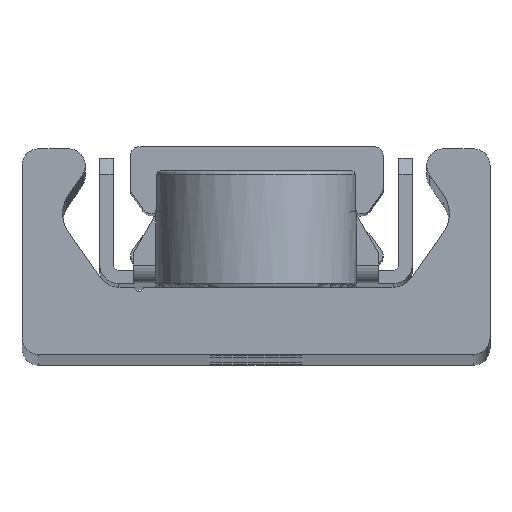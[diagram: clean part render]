
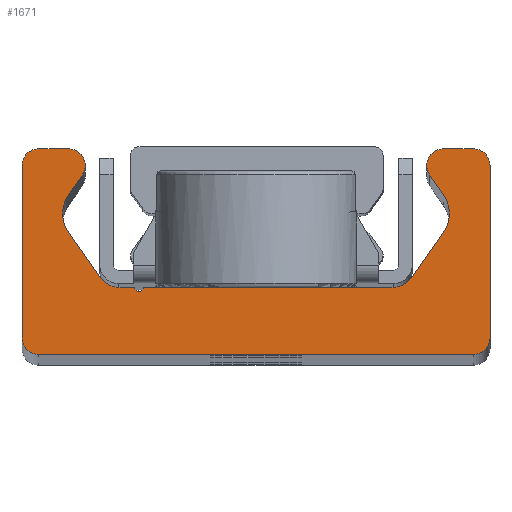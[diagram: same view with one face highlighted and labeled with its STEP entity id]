
A CAD part, top view. The second image highlights one B-rep face of the part: STEP entity #1671.
In plain terms, the highlighted planar face has unit normal (0, 0, 1).
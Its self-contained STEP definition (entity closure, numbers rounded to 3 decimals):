
#801=CARTESIAN_POINT('',(-13.0,0.0,370.0));
#802=VERTEX_POINT('',#801);
#803=CARTESIAN_POINT('',(-14.,1.0,370.0));
#804=VERTEX_POINT('',#803);
#805=CARTESIAN_POINT('',(-13.0,1.0,370.0));
#806=DIRECTION('',(0.0,0.0,-1.0));
#807=DIRECTION('',(-1.0,0.0,0.0));
#808=AXIS2_PLACEMENT_3D('',#805,#806,#807);
#809=CIRCLE('',#808,1.0);
#810=EDGE_CURVE('',#802,#804,#809,.T.);
#843=CARTESIAN_POINT('',(-14.,11.3,370.0));
#844=VERTEX_POINT('',#843);
#845=CARTESIAN_POINT('',(-14.,1.0,370.0));
#846=DIRECTION('',(0.0,1.0,0.0));
#847=VECTOR('',#846,10.3);
#848=LINE('',#845,#847);
#849=EDGE_CURVE('',#804,#844,#848,.T.);
#874=CARTESIAN_POINT('',(-13.0,12.3,370.0));
#875=VERTEX_POINT('',#874);
#876=CARTESIAN_POINT('',(-13.0,11.3,370.0));
#877=DIRECTION('',(0.0,0.0,-1.0));
#878=DIRECTION('',(0.0,1.0,0.0));
#879=AXIS2_PLACEMENT_3D('',#876,#877,#878);
#880=CIRCLE('',#879,1.0);
#881=EDGE_CURVE('',#844,#875,#880,.T.);
#907=CARTESIAN_POINT('',(-11.214,12.3,370.0));
#908=VERTEX_POINT('',#907);
#909=CARTESIAN_POINT('',(-13.0,12.3,370.0));
#910=DIRECTION('',(1.0,0.0,0.0));
#911=VECTOR('',#910,1.786);
#912=LINE('',#909,#911);
#913=EDGE_CURVE('',#875,#908,#912,.T.);
#938=CARTESIAN_POINT('',(-10.395,10.726,370.0));
#939=VERTEX_POINT('',#938);
#940=CARTESIAN_POINT('',(-11.214,11.3,370.0));
#941=DIRECTION('',(0.0,0.0,-1.0));
#942=DIRECTION('',(0.819,-0.574,0.0));
#943=AXIS2_PLACEMENT_3D('',#940,#941,#942);
#944=CIRCLE('',#943,1.0);
#945=EDGE_CURVE('',#908,#939,#944,.T.);
#971=CARTESIAN_POINT('',(-11.206,9.567,370.0));
#972=VERTEX_POINT('',#971);
#973=CARTESIAN_POINT('',(-10.395,10.726,370.0));
#974=DIRECTION('',(-0.574,-0.819,0.0));
#975=VECTOR('',#974,1.415);
#976=LINE('',#973,#975);
#977=EDGE_CURVE('',#939,#972,#976,.T.);
#1002=CARTESIAN_POINT('',(-11.206,7.273,370.0));
#1003=VERTEX_POINT('',#1002);
#1004=CARTESIAN_POINT('',(-9.568,8.42,370.0));
#1005=DIRECTION('',(0.0,0.0,1.0));
#1006=DIRECTION('',(0.819,-0.574,0.0));
#1007=AXIS2_PLACEMENT_3D('',#1004,#1005,#1006);
#1008=CIRCLE('',#1007,2.0);
#1009=EDGE_CURVE('',#972,#1003,#1008,.T.);
#1035=CARTESIAN_POINT('',(-9.363,4.64,370.0));
#1036=VERTEX_POINT('',#1035);
#1037=CARTESIAN_POINT('',(-11.206,7.273,370.0));
#1038=DIRECTION('',(0.574,-0.819,0.0));
#1039=VECTOR('',#1038,3.215);
#1040=LINE('',#1037,#1039);
#1041=EDGE_CURVE('',#1003,#1036,#1040,.T.);
#1066=CARTESIAN_POINT('',(-8.134,4.0,370.0));
#1067=VERTEX_POINT('',#1066);
#1068=CARTESIAN_POINT('',(-8.134,5.5,370.0));
#1069=DIRECTION('',(0.0,0.0,1.0));
#1070=DIRECTION('',(0.819,0.574,0.0));
#1071=AXIS2_PLACEMENT_3D('',#1068,#1069,#1070);
#1072=CIRCLE('',#1071,1.5);
#1073=EDGE_CURVE('',#1036,#1067,#1072,.T.);
#1099=CARTESIAN_POINT('',(-7.335,4.,370.0));
#1100=VERTEX_POINT('',#1099);
#1101=CARTESIAN_POINT('',(-8.134,4.0,370.0));
#1102=DIRECTION('',(1.0,0.0,0.0));
#1103=VECTOR('',#1102,0.798);
#1104=LINE('',#1101,#1103);
#1105=EDGE_CURVE('',#1067,#1100,#1104,.T.);
#1130=CARTESIAN_POINT('',(-7.24,3.929,370.0));
#1131=VERTEX_POINT('',#1130);
#1132=CARTESIAN_POINT('',(-7.335,3.9,370.0));
#1133=DIRECTION('',(0.0,0.0,-1.));
#1134=DIRECTION('',(0.958,0.286,0.0));
#1135=AXIS2_PLACEMENT_3D('',#1132,#1133,#1134);
#1136=CIRCLE('',#1135,0.1);
#1137=EDGE_CURVE('',#1100,#1131,#1136,.T.);
#1163=CARTESIAN_POINT('',(-6.76,3.929,370.0));
#1164=VERTEX_POINT('',#1163);
#1165=CARTESIAN_POINT('',(-7.,4.0,370.0));
#1166=DIRECTION('',(0.0,0.0,1.));
#1167=DIRECTION('',(0.958,0.286,0.0));
#1168=AXIS2_PLACEMENT_3D('',#1165,#1166,#1167);
#1169=CIRCLE('',#1168,0.25);
#1170=EDGE_CURVE('',#1131,#1164,#1169,.T.);
#1196=CARTESIAN_POINT('',(-6.665,4.,370.0));
#1197=VERTEX_POINT('',#1196);
#1198=CARTESIAN_POINT('',(-6.665,3.9,370.0));
#1199=DIRECTION('',(0.0,0.0,-1.0));
#1200=DIRECTION('',(0.0,1.0,0.0));
#1201=AXIS2_PLACEMENT_3D('',#1198,#1199,#1200);
#1202=CIRCLE('',#1201,0.1);
#1203=EDGE_CURVE('',#1164,#1197,#1202,.T.);
#1229=CARTESIAN_POINT('',(8.134,4.,370.0));
#1230=VERTEX_POINT('',#1229);
#1231=CARTESIAN_POINT('',(-6.665,4.,370.0));
#1232=DIRECTION('',(1.0,0.0,0.0));
#1233=VECTOR('',#1232,14.798);
#1234=LINE('',#1231,#1233);
#1235=EDGE_CURVE('',#1197,#1230,#1234,.T.);
#1281=CARTESIAN_POINT('',(9.363,4.64,370.0));
#1282=VERTEX_POINT('',#1281);
#1283=CARTESIAN_POINT('',(8.134,5.5,370.0));
#1284=DIRECTION('',(0.0,0.0,1.0));
#1285=DIRECTION('',(0.0,1.0,0.0));
#1286=AXIS2_PLACEMENT_3D('',#1283,#1284,#1285);
#1287=CIRCLE('',#1286,1.5);
#1288=EDGE_CURVE('',#1230,#1282,#1287,.T.);
#1314=CARTESIAN_POINT('',(11.206,7.273,370.0));
#1315=VERTEX_POINT('',#1314);
#1316=CARTESIAN_POINT('',(9.363,4.64,370.0));
#1317=DIRECTION('',(0.574,0.819,0.0));
#1318=VECTOR('',#1317,3.215);
#1319=LINE('',#1316,#1318);
#1320=EDGE_CURVE('',#1282,#1315,#1319,.T.);
#1345=CARTESIAN_POINT('',(11.206,9.567,370.0));
#1346=VERTEX_POINT('',#1345);
#1347=CARTESIAN_POINT('',(9.568,8.42,370.0));
#1348=DIRECTION('',(0.0,0.0,1.));
#1349=DIRECTION('',(-0.819,0.574,0.0));
#1350=AXIS2_PLACEMENT_3D('',#1347,#1348,#1349);
#1351=CIRCLE('',#1350,2.0);
#1352=EDGE_CURVE('',#1315,#1346,#1351,.T.);
#1378=CARTESIAN_POINT('',(10.395,10.726,370.0));
#1379=VERTEX_POINT('',#1378);
#1380=CARTESIAN_POINT('',(11.206,9.567,370.0));
#1381=DIRECTION('',(-0.574,0.819,0.0));
#1382=VECTOR('',#1381,1.415);
#1383=LINE('',#1380,#1382);
#1384=EDGE_CURVE('',#1346,#1379,#1383,.T.);
#1409=CARTESIAN_POINT('',(11.214,12.3,370.0));
#1410=VERTEX_POINT('',#1409);
#1411=CARTESIAN_POINT('',(11.214,11.3,370.0));
#1412=DIRECTION('',(0.0,0.0,-1.0));
#1413=DIRECTION('',(0.0,1.0,0.0));
#1414=AXIS2_PLACEMENT_3D('',#1411,#1412,#1413);
#1415=CIRCLE('',#1414,1.0);
#1416=EDGE_CURVE('',#1379,#1410,#1415,.T.);
#1442=CARTESIAN_POINT('',(13.0,12.3,370.0));
#1443=VERTEX_POINT('',#1442);
#1444=CARTESIAN_POINT('',(11.214,12.3,370.0));
#1445=DIRECTION('',(1.0,0.0,0.0));
#1446=VECTOR('',#1445,1.786);
#1447=LINE('',#1444,#1446);
#1448=EDGE_CURVE('',#1410,#1443,#1447,.T.);
#1473=CARTESIAN_POINT('',(14.,11.3,370.0));
#1474=VERTEX_POINT('',#1473);
#1475=CARTESIAN_POINT('',(13.0,11.3,370.0));
#1476=DIRECTION('',(0.0,0.0,-1.0));
#1477=DIRECTION('',(1.0,0.0,0.0));
#1478=AXIS2_PLACEMENT_3D('',#1475,#1476,#1477);
#1479=CIRCLE('',#1478,1.0);
#1480=EDGE_CURVE('',#1443,#1474,#1479,.T.);
#1506=CARTESIAN_POINT('',(14.,1.0,370.0));
#1507=VERTEX_POINT('',#1506);
#1508=CARTESIAN_POINT('',(14.,11.3,370.0));
#1509=DIRECTION('',(0.0,-1.0,0.0));
#1510=VECTOR('',#1509,10.3);
#1511=LINE('',#1508,#1510);
#1512=EDGE_CURVE('',#1474,#1507,#1511,.T.);
#1537=CARTESIAN_POINT('',(13.0,0.0,370.0));
#1538=VERTEX_POINT('',#1537);
#1539=CARTESIAN_POINT('',(13.0,1.0,370.0));
#1540=DIRECTION('',(0.0,0.0,-1.0));
#1541=DIRECTION('',(0.0,-1.0,0.0));
#1542=AXIS2_PLACEMENT_3D('',#1539,#1540,#1541);
#1543=CIRCLE('',#1542,1.0);
#1544=EDGE_CURVE('',#1507,#1538,#1543,.T.);
#1570=CARTESIAN_POINT('',(13.0,0.0,370.0));
#1571=DIRECTION('',(-1.0,0.0,0.0));
#1572=VECTOR('',#1571,26.0);
#1573=LINE('',#1570,#1572);
#1574=EDGE_CURVE('',#1538,#802,#1573,.T.);
#1640=CARTESIAN_POINT('',(-0.017,4.731,370.0));
#1641=DIRECTION('',(0.0,0.0,1.0));
#1642=DIRECTION('',(1.0,0.0,0.0));
#1643=AXIS2_PLACEMENT_3D('',#1640,#1641,#1642);
#1644=PLANE('',#1643);
#1645=ORIENTED_EDGE('',*,*,#810,.F.);
#1646=ORIENTED_EDGE('',*,*,#1574,.F.);
#1647=ORIENTED_EDGE('',*,*,#1544,.F.);
#1648=ORIENTED_EDGE('',*,*,#1512,.F.);
#1649=ORIENTED_EDGE('',*,*,#1480,.F.);
#1650=ORIENTED_EDGE('',*,*,#1448,.F.);
#1651=ORIENTED_EDGE('',*,*,#1416,.F.);
#1652=ORIENTED_EDGE('',*,*,#1384,.F.);
#1653=ORIENTED_EDGE('',*,*,#1352,.F.);
#1654=ORIENTED_EDGE('',*,*,#1320,.F.);
#1655=ORIENTED_EDGE('',*,*,#1288,.F.);
#1656=ORIENTED_EDGE('',*,*,#1235,.F.);
#1657=ORIENTED_EDGE('',*,*,#1203,.F.);
#1658=ORIENTED_EDGE('',*,*,#1170,.F.);
#1659=ORIENTED_EDGE('',*,*,#1137,.F.);
#1660=ORIENTED_EDGE('',*,*,#1105,.F.);
#1661=ORIENTED_EDGE('',*,*,#1073,.F.);
#1662=ORIENTED_EDGE('',*,*,#1041,.F.);
#1663=ORIENTED_EDGE('',*,*,#1009,.F.);
#1664=ORIENTED_EDGE('',*,*,#977,.F.);
#1665=ORIENTED_EDGE('',*,*,#945,.F.);
#1666=ORIENTED_EDGE('',*,*,#913,.F.);
#1667=ORIENTED_EDGE('',*,*,#881,.F.);
#1668=ORIENTED_EDGE('',*,*,#849,.F.);
#1669=EDGE_LOOP('',(#1645,#1646,#1647,#1648,#1649,#1650,#1651,#1652,#1653,#1654,#1655,#1656,#1657,#1658,#1659,#1660,#1661,#1662,#1663,#1664,#1665,#1666,#1667,#1668));
#1670=FACE_OUTER_BOUND('',#1669,.T.);
#1671=ADVANCED_FACE('',(#1670),#1644,.T.);
